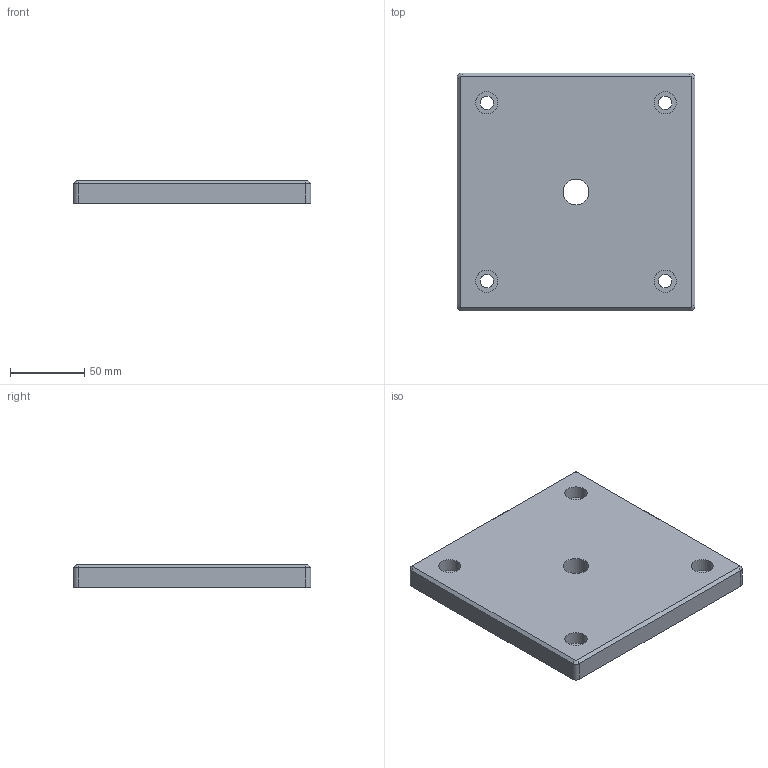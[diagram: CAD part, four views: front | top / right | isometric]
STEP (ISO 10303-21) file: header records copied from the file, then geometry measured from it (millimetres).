
FILE_DESCRIPTION((''),'2;1');
FILE_NAME('SZ0281V.ipt.step','2007-09-11T11:05:54',(''),(''),'Autodesk Inventor 11','Autodesk Inventor 11','');
FILE_SCHEMA(('AUTOMOTIVE_DESIGN { 1 0 10303 214 1 1 1 1 }'));
Length unit declared in the file: millimetre
Products named in the file (1): SZ0281V
Bounding box: 160 x 160 x 15 mm (x, y, z)
Volume: 371172.5 mm3; surface area: 62151.4 mm2
Topology: 1 solids, 1 shells, 31 faces, 68 edges, 43 vertices
Faces by surface type: bspline 13, plane 10, cone 4, cylinder 4
Entity records: 962 total; most frequent: CARTESIAN_POINT 297, DIRECTION 126, ORIENTED_EDGE 116, EDGE_CURVE 58, EDGE_LOOP 54, AXIS2_PLACEMENT_3D 49, VERTEX_POINT 42, FACE_OUTER_BOUND 31
